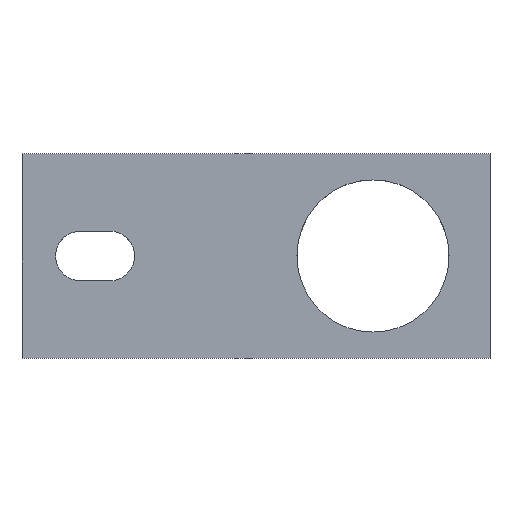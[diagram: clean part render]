
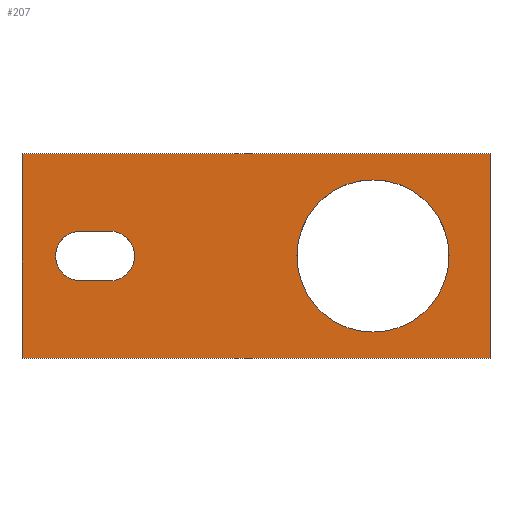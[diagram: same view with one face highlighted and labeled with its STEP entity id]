
A CAD part, top view. The second image highlights one B-rep face of the part: STEP entity #207.
In plain terms, the highlighted planar face has unit normal (0, 0, 1).
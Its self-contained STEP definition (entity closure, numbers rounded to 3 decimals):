
#3 = ORIENTED_EDGE ( 'NONE', *, *, #208, .F. ) ;
#7 = EDGE_LOOP ( 'NONE', ( #29, #266 ) ) ;
#15 = VERTEX_POINT ( 'NONE', #249 ) ;
#20 = CARTESIAN_POINT ( 'NONE',  ( -60., 17.5, 4. ) ) ;
#24 = CARTESIAN_POINT ( 'NONE',  ( -50., 4.25, 4. ) ) ;
#29 = ORIENTED_EDGE ( 'NONE', *, *, #41, .F. ) ;
#30 = CARTESIAN_POINT ( 'NONE',  ( 0., 0., 4. ) ) ;
#33 = DIRECTION ( 'NONE',  ( 0., 0., 1. ) ) ;
#40 = CARTESIAN_POINT ( 'NONE',  ( 20., -17.5, 4. ) ) ;
#41 = EDGE_CURVE ( 'NONE', #126, #210, #369, .T. ) ;
#49 = CARTESIAN_POINT ( 'NONE',  ( -50., -4.25, 4. ) ) ;
#52 = EDGE_CURVE ( 'NONE', #330, #104, #180, .T. ) ;
#56 = CARTESIAN_POINT ( 'NONE',  ( -45., 0., 4. ) ) ;
#70 = DIRECTION ( 'NONE',  ( -1., 0., 0. ) ) ;
#74 = CARTESIAN_POINT ( 'NONE',  ( 0., 0., 4. ) ) ;
#76 = EDGE_CURVE ( 'NONE', #292, #417, #228, .T. ) ;
#79 = LINE ( 'NONE', #49, #350 ) ;
#88 = DIRECTION ( 'NONE',  ( 1., 0., 0. ) ) ;
#89 = EDGE_CURVE ( 'NONE', #210, #126, #377, .T. ) ;
#93 = VECTOR ( 'NONE', #480, 1000. ) ;
#100 = DIRECTION ( 'NONE',  ( 0., -1., 0. ) ) ;
#104 = VERTEX_POINT ( 'NONE', #20 ) ;
#108 = DIRECTION ( 'NONE',  ( 0., 0., 1. ) ) ;
#111 = ORIENTED_EDGE ( 'NONE', *, *, #366, .F. ) ;
#115 = DIRECTION ( 'NONE',  ( 0., 0., 1. ) ) ;
#116 = DIRECTION ( 'NONE',  ( 0., 0., 1. ) ) ;
#118 = CIRCLE ( 'NONE', #257, 4.25 ) ;
#120 = ORIENTED_EDGE ( 'NONE', *, *, #149, .F. ) ;
#122 = EDGE_CURVE ( 'NONE', #15, #324, #220, .T. ) ;
#126 = VERTEX_POINT ( 'NONE', #264 ) ;
#143 = CARTESIAN_POINT ( 'NONE',  ( -45., 4.25, 4. ) ) ;
#146 = EDGE_CURVE ( 'NONE', #324, #330, #258, .T. ) ;
#147 = CARTESIAN_POINT ( 'NONE',  ( -45., -4.25, 4. ) ) ;
#148 = LINE ( 'NONE', #312, #242 ) ;
#149 = EDGE_CURVE ( 'NONE', #262, #246, #370, .T. ) ;
#153 = DIRECTION ( 'NONE',  ( 1., 0., 0. ) ) ;
#159 = DIRECTION ( 'NONE',  ( 1., 0., 0. ) ) ;
#160 = VERTEX_POINT ( 'NONE', #194 ) ;
#162 = VECTOR ( 'NONE', #70, 1000. ) ;
#165 = AXIS2_PLACEMENT_3D ( 'NONE', #56, #108, #440 ) ;
#169 = CIRCLE ( 'NONE', #270, 4.25 ) ;
#171 = DIRECTION ( 'NONE',  ( 1., 0., 0. ) ) ;
#176 = PLANE ( 'NONE',  #234 ) ;
#178 = FACE_BOUND ( 'NONE', #386, .T. ) ;
#180 = LINE ( 'NONE', #470, #93 ) ;
#184 = CARTESIAN_POINT ( 'NONE',  ( -50., 4.25, 4. ) ) ;
#194 = CARTESIAN_POINT ( 'NONE',  ( -50., -4.25, 4. ) ) ;
#200 = CARTESIAN_POINT ( 'NONE',  ( -45., 0., 4. ) ) ;
#207 = ADVANCED_FACE ( 'NONE', ( #178, #404, #297 ), #176, .T. ) ;
#208 = EDGE_CURVE ( 'NONE', #246, #292, #474, .T. ) ;
#210 = VERTEX_POINT ( 'NONE', #295 ) ;
#217 = DIRECTION ( 'NONE',  ( 1., 0., 0. ) ) ;
#218 = ORIENTED_EDGE ( 'NONE', *, *, #251, .F. ) ;
#220 = LINE ( 'NONE', #360, #229 ) ;
#222 = DIRECTION ( 'NONE',  ( 1., 0., 0. ) ) ;
#228 = CIRCLE ( 'NONE', #235, 4.25 ) ;
#229 = VECTOR ( 'NONE', #88, 1000. ) ;
#234 = AXIS2_PLACEMENT_3D ( 'NONE', #406, #116, #337 ) ;
#235 = AXIS2_PLACEMENT_3D ( 'NONE', #329, #115, #217 ) ;
#242 = VECTOR ( 'NONE', #100, 1000. ) ;
#245 = EDGE_LOOP ( 'NONE', ( #314, #420, #468, #371 ) ) ;
#246 = VERTEX_POINT ( 'NONE', #143 ) ;
#249 = CARTESIAN_POINT ( 'NONE',  ( -60., -17.5, 4. ) ) ;
#251 = EDGE_CURVE ( 'NONE', #310, #262, #118, .T. ) ;
#257 = AXIS2_PLACEMENT_3D ( 'NONE', #200, #267, #153 ) ;
#258 = LINE ( 'NONE', #357, #355 ) ;
#262 = VERTEX_POINT ( 'NONE', #457 ) ;
#264 = CARTESIAN_POINT ( 'NONE',  ( -13., 0., 4. ) ) ;
#266 = ORIENTED_EDGE ( 'NONE', *, *, #89, .F. ) ;
#267 = DIRECTION ( 'NONE',  ( 0., 0., 1. ) ) ;
#270 = AXIS2_PLACEMENT_3D ( 'NONE', #290, #393, #159 ) ;
#290 = CARTESIAN_POINT ( 'NONE',  ( -50., 0., 4. ) ) ;
#292 = VERTEX_POINT ( 'NONE', #24 ) ;
#295 = CARTESIAN_POINT ( 'NONE',  ( 13., 0., 4. ) ) ;
#297 = FACE_OUTER_BOUND ( 'NONE', #245, .T. ) ;
#310 = VERTEX_POINT ( 'NONE', #147 ) ;
#312 = CARTESIAN_POINT ( 'NONE',  ( -60., 17.5, 4. ) ) ;
#314 = ORIENTED_EDGE ( 'NONE', *, *, #351, .T. ) ;
#315 = ORIENTED_EDGE ( 'NONE', *, *, #383, .F. ) ;
#321 = DIRECTION ( 'NONE',  ( 0., 1., 0. ) ) ;
#324 = VERTEX_POINT ( 'NONE', #40 ) ;
#326 = DIRECTION ( 'NONE',  ( 0., 0., 1. ) ) ;
#328 = AXIS2_PLACEMENT_3D ( 'NONE', #74, #326, #452 ) ;
#329 = CARTESIAN_POINT ( 'NONE',  ( -50., 0., 4. ) ) ;
#330 = VERTEX_POINT ( 'NONE', #419 ) ;
#331 = AXIS2_PLACEMENT_3D ( 'NONE', #30, #33, #222 ) ;
#337 = DIRECTION ( 'NONE',  ( 1., 0., 0. ) ) ;
#350 = VECTOR ( 'NONE', #171, 1000. ) ;
#351 = EDGE_CURVE ( 'NONE', #104, #15, #148, .T. ) ;
#355 = VECTOR ( 'NONE', #321, 1000. ) ;
#357 = CARTESIAN_POINT ( 'NONE',  ( 20., 17.5, 4. ) ) ;
#360 = CARTESIAN_POINT ( 'NONE',  ( -60., -17.5, 4. ) ) ;
#364 = ORIENTED_EDGE ( 'NONE', *, *, #76, .F. ) ;
#366 = EDGE_CURVE ( 'NONE', #417, #160, #169, .T. ) ;
#369 = CIRCLE ( 'NONE', #328, 13. ) ;
#370 = CIRCLE ( 'NONE', #165, 4.25 ) ;
#371 = ORIENTED_EDGE ( 'NONE', *, *, #52, .T. ) ;
#377 = CIRCLE ( 'NONE', #331, 13. ) ;
#383 = EDGE_CURVE ( 'NONE', #160, #310, #79, .T. ) ;
#386 = EDGE_LOOP ( 'NONE', ( #3, #120, #218, #315, #111, #364 ) ) ;
#393 = DIRECTION ( 'NONE',  ( 0., 0., 1. ) ) ;
#404 = FACE_BOUND ( 'NONE', #7, .T. ) ;
#406 = CARTESIAN_POINT ( 'NONE',  ( -60., -17.5, 4. ) ) ;
#417 = VERTEX_POINT ( 'NONE', #481 ) ;
#419 = CARTESIAN_POINT ( 'NONE',  ( 20., 17.5, 4. ) ) ;
#420 = ORIENTED_EDGE ( 'NONE', *, *, #122, .T. ) ;
#440 = DIRECTION ( 'NONE',  ( 1., 0., 0. ) ) ;
#452 = DIRECTION ( 'NONE',  ( 1., 0., 0. ) ) ;
#457 = CARTESIAN_POINT ( 'NONE',  ( -40.75, 0., 4. ) ) ;
#468 = ORIENTED_EDGE ( 'NONE', *, *, #146, .T. ) ;
#470 = CARTESIAN_POINT ( 'NONE',  ( -60., 17.5, 4. ) ) ;
#474 = LINE ( 'NONE', #184, #162 ) ;
#480 = DIRECTION ( 'NONE',  ( -1., 0., 0. ) ) ;
#481 = CARTESIAN_POINT ( 'NONE',  ( -54.25, 0., 4. ) ) ;
